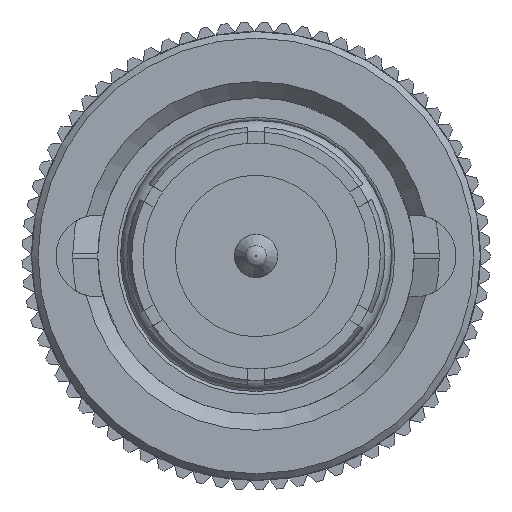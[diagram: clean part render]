
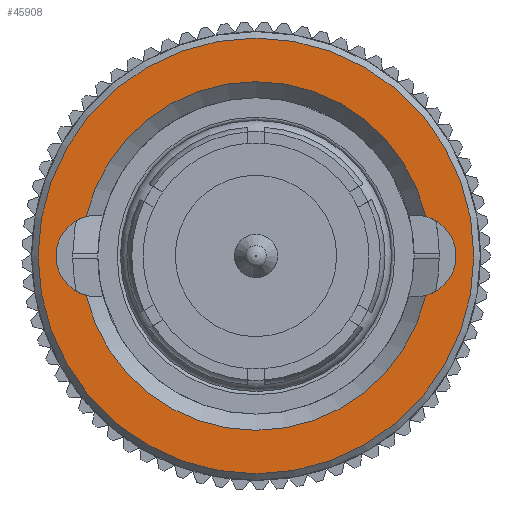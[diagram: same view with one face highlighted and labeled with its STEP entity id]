
A CAD part, front view. The second image highlights one B-rep face of the part: STEP entity #45908.
In plain terms, the highlighted planar face has unit normal (0, -1, 0).
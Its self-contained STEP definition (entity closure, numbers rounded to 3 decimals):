
#9931=PLANE('',#71472);
#23759=ORIENTED_EDGE('',*,*,#30809,.T.);
#23760=ORIENTED_EDGE('',*,*,#30778,.T.);
#23761=ORIENTED_EDGE('',*,*,#30802,.T.);
#23762=ORIENTED_EDGE('',*,*,#30786,.T.);
#23763=ORIENTED_EDGE('',*,*,#30785,.T.);
#30778=EDGE_CURVE('',#34367,#34366,#34760,.T.);
#30785=EDGE_CURVE('',#34371,#34367,#34762,.T.);
#30786=EDGE_CURVE('',#34372,#34371,#34763,.T.);
#30802=EDGE_CURVE('',#34366,#34372,#34767,.T.);
#30809=EDGE_CURVE('',#34383,#34383,#34771,.F.);
#34366=VERTEX_POINT('',#151725);
#34367=VERTEX_POINT('',#151727);
#34371=VERTEX_POINT('',#151744);
#34372=VERTEX_POINT('',#151748);
#34383=VERTEX_POINT('',#151812);
#34760=CIRCLE('',#71442,1.265);
#34762=CIRCLE('',#71446,5.4);
#34763=CIRCLE('',#71448,1.265);
#34767=CIRCLE('',#71463,5.4);
#34771=CIRCLE('',#71473,6.75);
#38252=EDGE_LOOP('',(#23759));
#38253=EDGE_LOOP('',(#23760,#23761,#23762,#23763));
#41746=FACE_BOUND('',#38252,.T.);
#41747=FACE_BOUND('',#38253,.T.);
#45908=ADVANCED_FACE('',(#41746,#41747),#9931,.F.);
#71442=AXIS2_PLACEMENT_3D('',#151726,#75084,#75085);
#71446=AXIS2_PLACEMENT_3D('',#151745,#75094,#75095);
#71448=AXIS2_PLACEMENT_3D('',#151747,#75098,#75099);
#71463=AXIS2_PLACEMENT_3D('',#151791,#75132,#75133);
#71472=AXIS2_PLACEMENT_3D('',#151810,#75150,#75151);
#71473=AXIS2_PLACEMENT_3D('',#151811,#75152,#75153);
#75084=DIRECTION('',(0.,1.,0.));
#75085=DIRECTION('',(-1.,0.,0.));
#75094=DIRECTION('',(0.,1.,0.));
#75095=DIRECTION('',(0.,0.,-1.));
#75098=DIRECTION('',(0.,1.,0.));
#75099=DIRECTION('',(1.,0.,0.));
#75132=DIRECTION('',(0.,1.,0.));
#75133=DIRECTION('',(0.,0.,-1.));
#75150=DIRECTION('',(0.,1.,0.));
#75151=DIRECTION('',(0.,0.,-1.));
#75152=DIRECTION('',(0.,1.,0.));
#75153=DIRECTION('',(0.,0.,-1.));
#151725=CARTESIAN_POINT('',(5.26,-20.2,-1.223));
#151726=CARTESIAN_POINT('',(4.935,-20.2,0.));
#151727=CARTESIAN_POINT('',(5.26,-20.2,1.223));
#151744=CARTESIAN_POINT('',(-5.26,-20.2,1.223));
#151745=CARTESIAN_POINT('',(0.,-20.2,0.));
#151747=CARTESIAN_POINT('',(-4.935,-20.2,0.));
#151748=CARTESIAN_POINT('',(-5.26,-20.2,-1.223));
#151791=CARTESIAN_POINT('',(0.,-20.2,0.));
#151810=CARTESIAN_POINT('',(0.,-20.2,0.));
#151811=CARTESIAN_POINT('',(0.,-20.2,0.));
#151812=CARTESIAN_POINT('',(0.,-20.2,-6.75));
